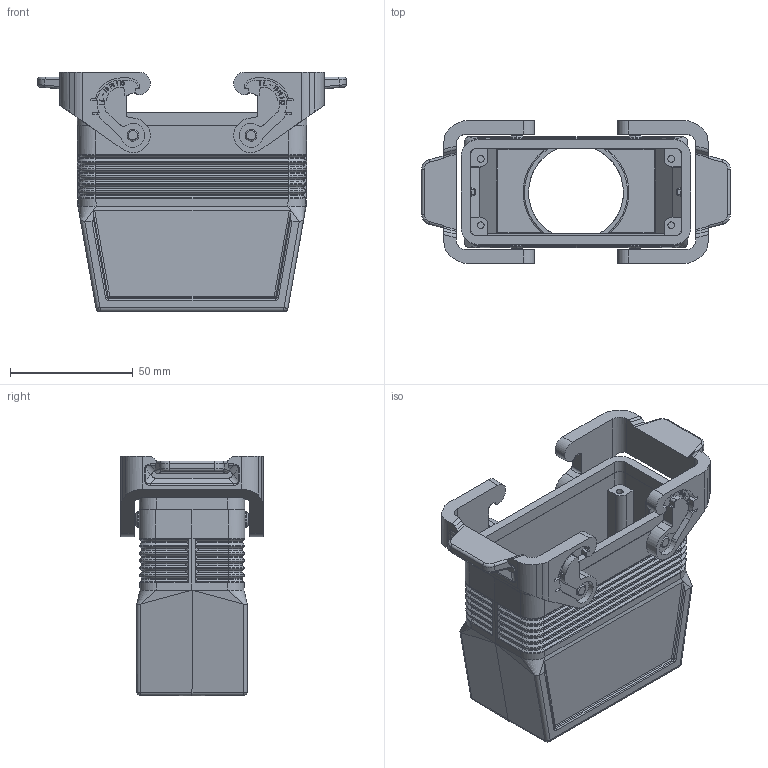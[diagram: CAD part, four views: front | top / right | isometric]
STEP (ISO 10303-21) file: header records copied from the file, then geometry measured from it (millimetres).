
FILE_DESCRIPTION(('Creo Elements/Direct Modeling STEP Export'),'2;1');
FILE_NAME('0ln7uvk5h7809sh5420','2022-02-14T16:01:15',(''),(''),'Creo Elements/Direct Modeling STEP processor for AP214 (Solid Model)','Creo Elements/Direct Modeling 20.1B 02-Apr-2019 (C) Parametric Technology GmbH','');
FILE_SCHEMA(('AUTOMOTIVE_DESIGN { 1 0 10303 214 1 1 1 1 }'));
Products named in the file (2): MLFV_16_G40
Assembly tree (1 placements, depth 2):
  MLFV_16_G40
    MLFV_16_G40
Bounding box: 125.5 x 58 x 97.45 mm (x, y, z)
Volume: 115568.6 mm3; surface area: 60316.5 mm2
Topology: 1 solids, 1 shells, 1601 faces, 4255 edges, 2701 vertices
Faces by surface type: plane 1031, cylinder 391, torus 70, cone 56, bspline 40, sphere 13
Entity records: 68509 total; most frequent: CARTESIAN_POINT 16559, ORIENTED_EDGE 8476, DIRECTION 7723, EDGE_CURVE 4238, VECTOR 3115, LINE 3115, VERTEX_POINT 2701, AXIS2_PLACEMENT_3D 2304
